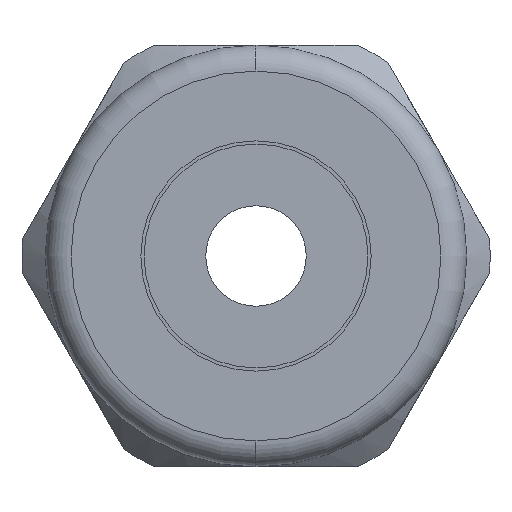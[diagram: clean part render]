
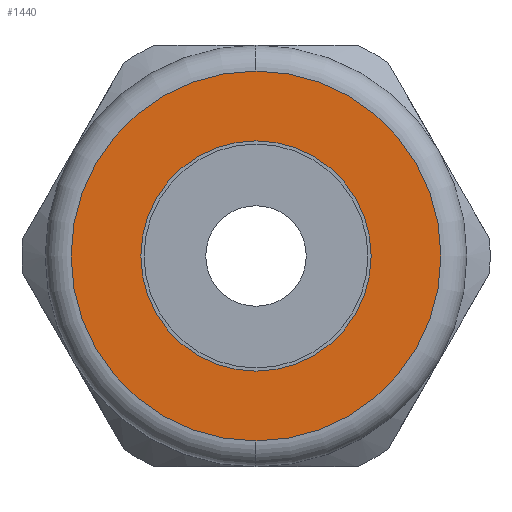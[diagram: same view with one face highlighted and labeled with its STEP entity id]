
A CAD part, left-side view. The second image highlights one B-rep face of the part: STEP entity #1440.
In plain terms, the highlighted planar face has unit normal (-1, 0, 0).
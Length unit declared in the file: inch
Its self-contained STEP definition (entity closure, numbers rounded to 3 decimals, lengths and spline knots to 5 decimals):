
#789 = VERTEX_POINT ( 'NONE', #3690 ) ;
#791 = EDGE_CURVE ( 'NONE', #792, #789, #3689, .T. ) ;
#792 = VERTEX_POINT ( 'NONE', #3684 ) ;
#845 = EDGE_CURVE ( 'NONE', #846, #847, #3778, .T. ) ;
#846 = VERTEX_POINT ( 'NONE', #3774 ) ;
#847 = VERTEX_POINT ( 'NONE', #3773 ) ;
#1440 = ADVANCED_FACE ( 'NONE', ( #4953, #4952 ), #4951, .T. ) ;
#1441 = EDGE_LOOP ( 'NONE', ( #1442, #1443 ) ) ;
#1442 = ORIENTED_EDGE ( 'NONE', *, *, #791, .T. ) ;
#1443 = ORIENTED_EDGE ( 'NONE', *, *, #1496, .T. ) ;
#1496 = EDGE_CURVE ( 'NONE', #789, #792, #5054, .T. ) ;
#1497 = EDGE_LOOP ( 'NONE', ( #1498, #1500 ) ) ;
#1498 = ORIENTED_EDGE ( 'NONE', *, *, #1499, .T. ) ;
#1499 = EDGE_CURVE ( 'NONE', #847, #846, #5049, .T. ) ;
#1500 = ORIENTED_EDGE ( 'NONE', *, *, #845, .T. ) ;
#3684 = CARTESIAN_POINT ( 'NONE',  ( -1.57, 0., 0.57 ) ) ;
#3685 = DIRECTION ( 'NONE',  ( 0., 0., 1. ) ) ;
#3686 = DIRECTION ( 'NONE',  ( -1., 0., 0. ) ) ;
#3687 = CARTESIAN_POINT ( 'NONE',  ( -1.57, 0., 0. ) ) ;
#3688 = AXIS2_PLACEMENT_3D ( 'NONE', #3687, #3686, #3685 ) ;
#3689 = CIRCLE ( 'NONE', #3688, 0.57 ) ;
#3690 = CARTESIAN_POINT ( 'NONE',  ( -1.57, 0., -0.57 ) ) ;
#3773 = CARTESIAN_POINT ( 'NONE',  ( -1.57, 0., -0.355 ) ) ;
#3774 = CARTESIAN_POINT ( 'NONE',  ( -1.57, 0., 0.355 ) ) ;
#3775 = DIRECTION ( 'NONE',  ( 0., 0., -1. ) ) ;
#3776 = DIRECTION ( 'NONE',  ( 1., 0., 0. ) ) ;
#3777 = AXIS2_PLACEMENT_3D ( 'NONE', #3784, #3776, #3775 ) ;
#3778 = CIRCLE ( 'NONE', #3777, 0.355 ) ;
#3784 = CARTESIAN_POINT ( 'NONE',  ( -1.57, 0., 0. ) ) ;
#4947 = DIRECTION ( 'NONE',  ( 0., 0., 1. ) ) ;
#4948 = DIRECTION ( 'NONE',  ( -1., 0., 0. ) ) ;
#4949 = CARTESIAN_POINT ( 'NONE',  ( -1.57, 0.65, 0. ) ) ;
#4950 = AXIS2_PLACEMENT_3D ( 'NONE', #4949, #4948, #4947 ) ;
#4951 = PLANE ( 'NONE',  #4950 ) ;
#4952 = FACE_BOUND ( 'NONE', #1497, .T. ) ;
#4953 = FACE_OUTER_BOUND ( 'NONE', #1441, .T. ) ;
#5045 = DIRECTION ( 'NONE',  ( 0., 0., -1. ) ) ;
#5046 = DIRECTION ( 'NONE',  ( 1., 0., 0. ) ) ;
#5047 = CARTESIAN_POINT ( 'NONE',  ( -1.57, 0., 0. ) ) ;
#5048 = AXIS2_PLACEMENT_3D ( 'NONE', #5047, #5046, #5045 ) ;
#5049 = CIRCLE ( 'NONE', #5048, 0.355 ) ;
#5050 = DIRECTION ( 'NONE',  ( 0., 0., 1. ) ) ;
#5051 = DIRECTION ( 'NONE',  ( -1., 0., 0. ) ) ;
#5052 = CARTESIAN_POINT ( 'NONE',  ( -1.57, 0., 0. ) ) ;
#5053 = AXIS2_PLACEMENT_3D ( 'NONE', #5052, #5051, #5050 ) ;
#5054 = CIRCLE ( 'NONE', #5053, 0.57 ) ;
